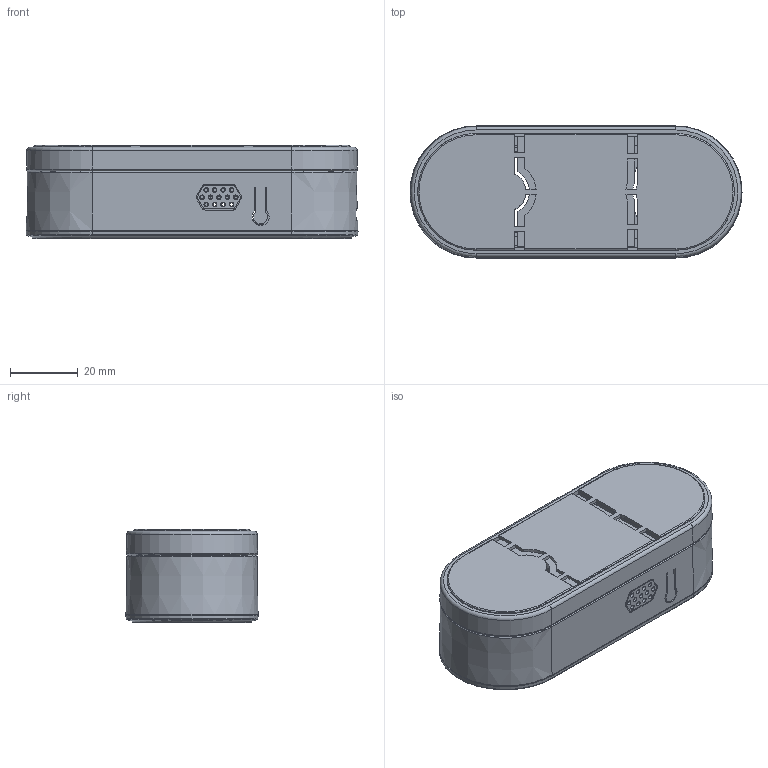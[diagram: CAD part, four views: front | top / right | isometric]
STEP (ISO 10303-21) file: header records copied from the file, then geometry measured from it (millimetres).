
FILE_DESCRIPTION((''),'2;1');
FILE_NAME('ZIPPY_SHELL06_ASM_ASM_ASM','2025-04-11T16:15:45',('HR'),(''),'CREO PARAMETRIC BY PTC INC, 2019010','CREO PARAMETRIC BY PTC INC, 2019010','');
FILE_SCHEMA(('AUTOMOTIVE_DESIGN { 1 0 10303 214 1 1 1 1 }'));
Length unit declared in the file: millimetre
Products named in the file (8): 066_T-EMBED_COV-A5_3_20; 067_T-EMBED_COV-B5_5_1; 0-00_59; 0-000_9; ZIPPY_SHELL06_ASM_13_ASM_63_ASM; ZIPPY_SHELL06_ASM_ASM_18_ASM; 0-000; ZIPPY_SHELL06_ASM_ASM_ASM
Assembly tree (7 placements, depth 4):
  ZIPPY_SHELL06_ASM_ASM_ASM
    ZIPPY_SHELL06_ASM_ASM_18_ASM
      ZIPPY_SHELL06_ASM_13_ASM_63_ASM
        066_T-EMBED_COV-A5_3_20
        067_T-EMBED_COV-B5_5_1
        0-00_59
        0-000_9
    0-000
Bounding box: 98 x 39 x 27.5 mm (x, y, z)
Volume: 23349.5 mm3; surface area: 36288.4 mm2
Topology: 8 solids, 8 shells, 990 faces, 2904 edges, 1944 vertices
Faces by surface type: plane 589, cylinder 228, cone 112, torus 31, extrusion 14, sphere 12, bspline 4
Entity records: 40940 total; most frequent: CARTESIAN_POINT 8338, ORIENTED_EDGE 5784, DIRECTION 5244, EDGE_CURVE 2892, VERTEX_POINT 1944, PRESENTATION_STYLE_ASSIGNMENT 1909, STYLED_ITEM 1909, CURVE_STYLE 1906
